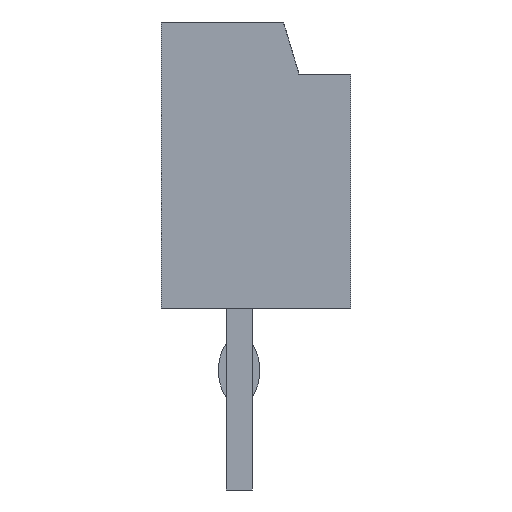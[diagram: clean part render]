
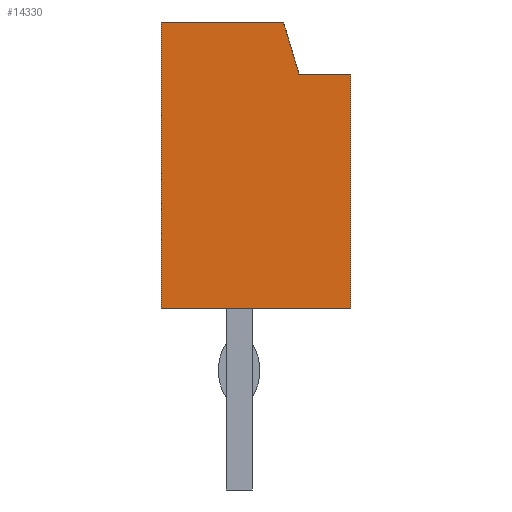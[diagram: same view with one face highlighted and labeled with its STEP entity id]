
A CAD part, left-side view. The second image highlights one B-rep face of the part: STEP entity #14330.
In plain terms, the highlighted planar face has unit normal (-1, 0, 0).
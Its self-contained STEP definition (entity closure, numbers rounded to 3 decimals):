
#32 = PLANE('',#33);
#33 = AXIS2_PLACEMENT_3D('',#34,#35,#36);
#34 = CARTESIAN_POINT('',(7.,1.5,2.75));
#35 = DIRECTION('',(0.,-1.,0.));
#36 = DIRECTION('',(1.,0.,0.));
#897 = VERTEX_POINT('',#898);
#898 = CARTESIAN_POINT('',(-2.,1.5,5.5));
#912 = PLANE('',#913);
#913 = AXIS2_PLACEMENT_3D('',#914,#915,#916);
#914 = CARTESIAN_POINT('',(16.,1.5,5.5));
#915 = DIRECTION('',(0.,0.,1.));
#916 = DIRECTION('',(-1.,0.,0.));
#924 = EDGE_CURVE('',#897,#925,#927,.T.);
#925 = VERTEX_POINT('',#926);
#926 = CARTESIAN_POINT('',(-2.,1.5,0.));
#927 = SURFACE_CURVE('',#928,(#932,#939),.PCURVE_S1.);
#928 = LINE('',#929,#930);
#929 = CARTESIAN_POINT('',(-2.,1.5,5.5));
#930 = VECTOR('',#931,1.);
#931 = DIRECTION('',(0.,0.,-1.));
#932 = PCURVE('',#32,#933);
#933 = DEFINITIONAL_REPRESENTATION('',(#934),#938);
#934 = LINE('',#935,#936);
#935 = CARTESIAN_POINT('',(-9.,2.75));
#936 = VECTOR('',#937,1.);
#937 = DIRECTION('',(0.,-1.));
#938 = ( GEOMETRIC_REPRESENTATION_CONTEXT(2) 
PARAMETRIC_REPRESENTATION_CONTEXT() REPRESENTATION_CONTEXT('2D SPACE',''
  ) );
#939 = PCURVE('',#940,#945);
#940 = PLANE('',#941);
#941 = AXIS2_PLACEMENT_3D('',#942,#943,#944);
#942 = CARTESIAN_POINT('',(-2.,1.5,5.5));
#943 = DIRECTION('',(-1.,0.,0.));
#944 = DIRECTION('',(0.,0.,-1.));
#945 = DEFINITIONAL_REPRESENTATION('',(#946),#950);
#946 = LINE('',#947,#948);
#947 = CARTESIAN_POINT('',(0.,0.));
#948 = VECTOR('',#949,1.);
#949 = DIRECTION('',(1.,0.));
#950 = ( GEOMETRIC_REPRESENTATION_CONTEXT(2) 
PARAMETRIC_REPRESENTATION_CONTEXT() REPRESENTATION_CONTEXT('2D SPACE',''
  ) );
#968 = PLANE('',#969);
#969 = AXIS2_PLACEMENT_3D('',#970,#971,#972);
#970 = CARTESIAN_POINT('',(-2.,1.5,0.));
#971 = DIRECTION('',(0.,0.,-1.));
#972 = DIRECTION('',(1.,0.,0.));
#1339 = PLANE('',#1340);
#1340 = AXIS2_PLACEMENT_3D('',#1341,#1342,#1343);
#1341 = CARTESIAN_POINT('',(7.,-2.15,2.75));
#1342 = DIRECTION('',(0.,-1.,0.));
#1343 = DIRECTION('',(1.,0.,0.));
#3331 = PLANE('',#3332);
#3332 = AXIS2_PLACEMENT_3D('',#3333,#3334,#3335);
#3333 = CARTESIAN_POINT('',(16.,-2.15,4.5));
#3334 = DIRECTION('',(0.,0.,-1.));
#3335 = DIRECTION('',(0.,1.,0.));
#3359 = PLANE('',#3360);
#3360 = AXIS2_PLACEMENT_3D('',#3361,#3362,#3363);
#3361 = CARTESIAN_POINT('',(16.,-1.15,4.5));
#3362 = DIRECTION('',(0.,0.958,-0.287));
#3363 = DIRECTION('',(0.,0.287,0.958));
#3530 = VERTEX_POINT('',#3531);
#3531 = CARTESIAN_POINT('',(-2.,-0.85,5.5));
#3552 = EDGE_CURVE('',#897,#3530,#3553,.T.);
#3553 = SURFACE_CURVE('',#3554,(#3558,#3565),.PCURVE_S1.);
#3554 = LINE('',#3555,#3556);
#3555 = CARTESIAN_POINT('',(-2.,1.5,5.5));
#3556 = VECTOR('',#3557,1.);
#3557 = DIRECTION('',(0.,-1.,0.));
#3558 = PCURVE('',#912,#3559);
#3559 = DEFINITIONAL_REPRESENTATION('',(#3560),#3564);
#3560 = LINE('',#3561,#3562);
#3561 = CARTESIAN_POINT('',(18.,0.));
#3562 = VECTOR('',#3563,1.);
#3563 = DIRECTION('',(0.,1.));
#3564 = ( GEOMETRIC_REPRESENTATION_CONTEXT(2) 
PARAMETRIC_REPRESENTATION_CONTEXT() REPRESENTATION_CONTEXT('2D SPACE',''
  ) );
#3565 = PCURVE('',#940,#3566);
#3566 = DEFINITIONAL_REPRESENTATION('',(#3567),#3571);
#3567 = LINE('',#3568,#3569);
#3568 = CARTESIAN_POINT('',(0.,0.));
#3569 = VECTOR('',#3570,1.);
#3570 = DIRECTION('',(0.,1.));
#3571 = ( GEOMETRIC_REPRESENTATION_CONTEXT(2) 
PARAMETRIC_REPRESENTATION_CONTEXT() REPRESENTATION_CONTEXT('2D SPACE',''
  ) );
#4085 = VERTEX_POINT('',#4086);
#4086 = CARTESIAN_POINT('',(-2.,-1.15,4.5));
#4107 = EDGE_CURVE('',#4085,#3530,#4108,.T.);
#4108 = SURFACE_CURVE('',#4109,(#4113,#4120),.PCURVE_S1.);
#4109 = LINE('',#4110,#4111);
#4110 = CARTESIAN_POINT('',(-2.,-1.15,4.5));
#4111 = VECTOR('',#4112,1.);
#4112 = DIRECTION('',(0.,0.287,0.958));
#4113 = PCURVE('',#3359,#4114);
#4114 = DEFINITIONAL_REPRESENTATION('',(#4115),#4119);
#4115 = LINE('',#4116,#4117);
#4116 = CARTESIAN_POINT('',(0.,-18.));
#4117 = VECTOR('',#4118,1.);
#4118 = DIRECTION('',(1.,0.));
#4119 = ( GEOMETRIC_REPRESENTATION_CONTEXT(2) 
PARAMETRIC_REPRESENTATION_CONTEXT() REPRESENTATION_CONTEXT('2D SPACE',''
  ) );
#4120 = PCURVE('',#940,#4121);
#4121 = DEFINITIONAL_REPRESENTATION('',(#4122),#4126);
#4122 = LINE('',#4123,#4124);
#4123 = CARTESIAN_POINT('',(1.,2.65));
#4124 = VECTOR('',#4125,1.);
#4125 = DIRECTION('',(-0.958,-0.287));
#4126 = ( GEOMETRIC_REPRESENTATION_CONTEXT(2) 
PARAMETRIC_REPRESENTATION_CONTEXT() REPRESENTATION_CONTEXT('2D SPACE',''
  ) );
#4232 = VERTEX_POINT('',#4233);
#4233 = CARTESIAN_POINT('',(-2.,-2.15,4.5));
#4254 = EDGE_CURVE('',#4232,#4085,#4255,.T.);
#4255 = SURFACE_CURVE('',#4256,(#4260,#4267),.PCURVE_S1.);
#4256 = LINE('',#4257,#4258);
#4257 = CARTESIAN_POINT('',(-2.,-2.15,4.5));
#4258 = VECTOR('',#4259,1.);
#4259 = DIRECTION('',(0.,1.,0.));
#4260 = PCURVE('',#3331,#4261);
#4261 = DEFINITIONAL_REPRESENTATION('',(#4262),#4266);
#4262 = LINE('',#4263,#4264);
#4263 = CARTESIAN_POINT('',(0.,-18.));
#4264 = VECTOR('',#4265,1.);
#4265 = DIRECTION('',(1.,0.));
#4266 = ( GEOMETRIC_REPRESENTATION_CONTEXT(2) 
PARAMETRIC_REPRESENTATION_CONTEXT() REPRESENTATION_CONTEXT('2D SPACE',''
  ) );
#4267 = PCURVE('',#940,#4268);
#4268 = DEFINITIONAL_REPRESENTATION('',(#4269),#4273);
#4269 = LINE('',#4270,#4271);
#4270 = CARTESIAN_POINT('',(1.,3.65));
#4271 = VECTOR('',#4272,1.);
#4272 = DIRECTION('',(0.,-1.));
#4273 = ( GEOMETRIC_REPRESENTATION_CONTEXT(2) 
PARAMETRIC_REPRESENTATION_CONTEXT() REPRESENTATION_CONTEXT('2D SPACE',''
  ) );
#4428 = VERTEX_POINT('',#4429);
#4429 = CARTESIAN_POINT('',(-2.,-2.15,0.));
#4450 = EDGE_CURVE('',#4232,#4428,#4451,.T.);
#4451 = SURFACE_CURVE('',#4452,(#4456,#4463),.PCURVE_S1.);
#4452 = LINE('',#4453,#4454);
#4453 = CARTESIAN_POINT('',(-2.,-2.15,4.5));
#4454 = VECTOR('',#4455,1.);
#4455 = DIRECTION('',(0.,0.,-1.));
#4456 = PCURVE('',#1339,#4457);
#4457 = DEFINITIONAL_REPRESENTATION('',(#4458),#4462);
#4458 = LINE('',#4459,#4460);
#4459 = CARTESIAN_POINT('',(-9.,1.75));
#4460 = VECTOR('',#4461,1.);
#4461 = DIRECTION('',(0.,-1.));
#4462 = ( GEOMETRIC_REPRESENTATION_CONTEXT(2) 
PARAMETRIC_REPRESENTATION_CONTEXT() REPRESENTATION_CONTEXT('2D SPACE',''
  ) );
#4463 = PCURVE('',#940,#4464);
#4464 = DEFINITIONAL_REPRESENTATION('',(#4465),#4469);
#4465 = LINE('',#4466,#4467);
#4466 = CARTESIAN_POINT('',(1.,3.65));
#4467 = VECTOR('',#4468,1.);
#4468 = DIRECTION('',(1.,0.));
#4469 = ( GEOMETRIC_REPRESENTATION_CONTEXT(2) 
PARAMETRIC_REPRESENTATION_CONTEXT() REPRESENTATION_CONTEXT('2D SPACE',''
  ) );
#6014 = EDGE_CURVE('',#925,#4428,#6015,.T.);
#6015 = SURFACE_CURVE('',#6016,(#6020,#6027),.PCURVE_S1.);
#6016 = LINE('',#6017,#6018);
#6017 = CARTESIAN_POINT('',(-2.,1.5,0.));
#6018 = VECTOR('',#6019,1.);
#6019 = DIRECTION('',(0.,-1.,0.));
#6020 = PCURVE('',#968,#6021);
#6021 = DEFINITIONAL_REPRESENTATION('',(#6022),#6026);
#6022 = LINE('',#6023,#6024);
#6023 = CARTESIAN_POINT('',(0.,0.));
#6024 = VECTOR('',#6025,1.);
#6025 = DIRECTION('',(0.,1.));
#6026 = ( GEOMETRIC_REPRESENTATION_CONTEXT(2) 
PARAMETRIC_REPRESENTATION_CONTEXT() REPRESENTATION_CONTEXT('2D SPACE',''
  ) );
#6027 = PCURVE('',#940,#6028);
#6028 = DEFINITIONAL_REPRESENTATION('',(#6029),#6033);
#6029 = LINE('',#6030,#6031);
#6030 = CARTESIAN_POINT('',(5.5,0.));
#6031 = VECTOR('',#6032,1.);
#6032 = DIRECTION('',(0.,1.));
#6033 = ( GEOMETRIC_REPRESENTATION_CONTEXT(2) 
PARAMETRIC_REPRESENTATION_CONTEXT() REPRESENTATION_CONTEXT('2D SPACE',''
  ) );
#14330 = ADVANCED_FACE('',(#14331),#940,.T.);
#14331 = FACE_BOUND('',#14332,.F.);
#14332 = EDGE_LOOP('',(#14333,#14334,#14335,#14336,#14337,#14338));
#14333 = ORIENTED_EDGE('',*,*,#4254,.F.);
#14334 = ORIENTED_EDGE('',*,*,#4450,.T.);
#14335 = ORIENTED_EDGE('',*,*,#6014,.F.);
#14336 = ORIENTED_EDGE('',*,*,#924,.F.);
#14337 = ORIENTED_EDGE('',*,*,#3552,.T.);
#14338 = ORIENTED_EDGE('',*,*,#4107,.F.);
